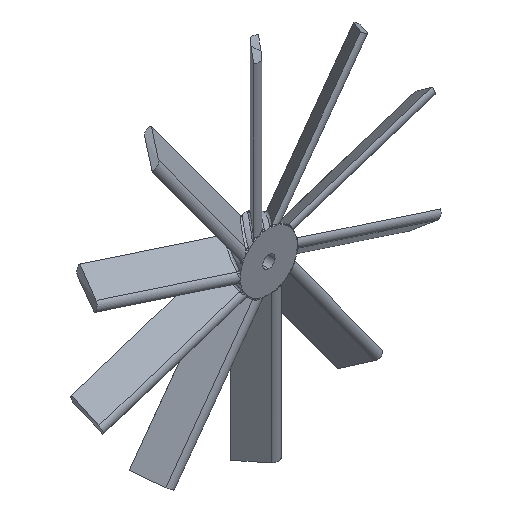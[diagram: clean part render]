
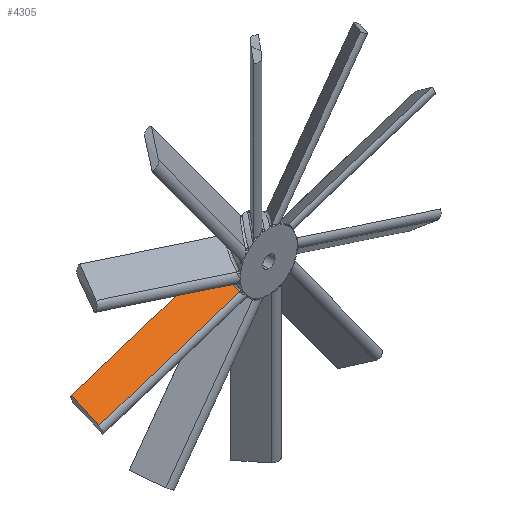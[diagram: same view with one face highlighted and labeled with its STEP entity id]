
A CAD part, isometric view. The second image highlights one B-rep face of the part: STEP entity #4305.
In plain terms, the highlighted planar face has unit normal (-0.237, -0.643, 0.729).
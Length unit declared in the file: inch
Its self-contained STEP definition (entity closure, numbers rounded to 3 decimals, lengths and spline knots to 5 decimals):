
#444 = ORIENTED_EDGE ( 'NONE', *, *, #5643, .T. ) ;
#576 = CARTESIAN_POINT ( 'NONE',  ( 1.14245, 0.1766, 0.59565 ) ) ;
#638 = DIRECTION ( 'NONE',  ( -0.951, 0., -0.309 ) ) ;
#694 = CARTESIAN_POINT ( 'NONE',  ( 1.14245, 0.1766, 0.59565 ) ) ;
#938 = CARTESIAN_POINT ( 'NONE',  ( -0.45153, 0.17664, 0.07777 ) ) ;
#987 = ORIENTED_EDGE ( 'NONE', *, *, #3709, .T. ) ;
#1162 = DIRECTION ( 'NONE',  ( 0., -0.75, -0.662 ) ) ;
#1166 = ORIENTED_EDGE ( 'NONE', *, *, #5901, .T. ) ;
#1220 = LINE ( 'NONE', #2043, #1276 ) ;
#1276 = VECTOR ( 'NONE', #5902, 39.37008 ) ;
#1420 = CARTESIAN_POINT ( 'NONE',  ( -2.67348, 0.1766, -0.64422 ) ) ;
#1494 = CARTESIAN_POINT ( 'NONE',  ( -0.45264, 0.1766, 0.07737 ) ) ;
#1612 = CARTESIAN_POINT ( 'NONE',  ( -0.41919, -0.16428, -0.21251 ) ) ;
#1654 = PLANE ( 'NONE',  #3535 ) ;
#1967 = CARTESIAN_POINT ( 'NONE',  ( -0.4532, 0.1766, 0.07719 ) ) ;
#2043 = CARTESIAN_POINT ( 'NONE',  ( 1.23084, -0.16428, 0.32361 ) ) ;
#2262 = EDGE_LOOP ( 'NONE', ( #987, #6648, #4264, #444, #1166 ) ) ;
#2523 = CARTESIAN_POINT ( 'NONE',  ( -2.59207, -0.16428, -0.91852 ) ) ;
#2636 = CARTESIAN_POINT ( 'NONE',  ( -0.41919, -0.16428, -0.21251 ) ) ;
#3168 = CARTESIAN_POINT ( 'NONE',  ( -0.47221, 0.07253, -0.02081 ) ) ;
#3351 = CARTESIAN_POINT ( 'NONE',  ( -0.45153, 0.17664, 0.07777 ) ) ;
#3370 = VERTEX_POINT ( 'NONE', #3441 ) ;
#3433 = FACE_OUTER_BOUND ( 'NONE', #2262, .T. ) ;
#3441 = CARTESIAN_POINT ( 'NONE',  ( -2.67348, 0.1766, -0.64422 ) ) ;
#3521 = VERTEX_POINT ( 'NONE', #1967 ) ;
#3535 = AXIS2_PLACEMENT_3D ( 'NONE', #576, #4430, #1162 ) ;
#3709 = EDGE_CURVE ( 'NONE', #3521, #3370, #4224, .T. ) ;
#4030 = VERTEX_POINT ( 'NONE', #6716 ) ;
#4218 = CARTESIAN_POINT ( 'NONE',  ( -0.45208, 0.17662, 0.07757 ) ) ;
#4224 = LINE ( 'NONE', #694, #4237 ) ;
#4237 = VECTOR ( 'NONE', #638, 39.37008 ) ;
#4264 = ORIENTED_EDGE ( 'NONE', *, *, #5922, .F. ) ;
#4305 = ADVANCED_FACE ( 'NONE', ( #3433 ), #1654, .T. ) ;
#4326 = VERTEX_POINT ( 'NONE', #3351 ) ;
#4430 = DIRECTION ( 'NONE',  ( -0.237, -0.643, 0.729 ) ) ;
#4704 = CARTESIAN_POINT ( 'NONE',  ( -2.65111, 0.06318, -0.73703 ) ) ;
#5028 = EDGE_CURVE ( 'NONE', #3370, #4030, #6316, .T. ) ;
#5340 = CARTESIAN_POINT ( 'NONE',  ( -0.4532, 0.1766, 0.07719 ) ) ;
#5643 = EDGE_CURVE ( 'NONE', #5745, #4326, #5907, .T. ) ;
#5745 = VERTEX_POINT ( 'NONE', #1612 ) ;
#5820 = CARTESIAN_POINT ( 'NONE',  ( -2.62395, -0.05055, -0.82854 ) ) ;
#5901 = EDGE_CURVE ( 'NONE', #4326, #3521, #6618, .T. ) ;
#5902 = DIRECTION ( 'NONE',  ( -0.951, 0., -0.309 ) ) ;
#5907 =( BOUNDED_CURVE ( )  B_SPLINE_CURVE ( 3, ( #2636, #5939, #3168, #7038 ),
 .UNSPECIFIED., .F., .T. ) 
 B_SPLINE_CURVE_WITH_KNOTS ( ( 4, 4 ),
 ( 1.45625, 2.09178 ),
 .UNSPECIFIED. ) 
 CURVE ( )  GEOMETRIC_REPRESENTATION_ITEM ( )  RATIONAL_B_SPLINE_CURVE ( ( 1., 0.967, 0.967, 1. ) ) 
 REPRESENTATION_ITEM ( '' )  );
#5922 = EDGE_CURVE ( 'NONE', #5745, #4030, #1220, .T. ) ;
#5939 = CARTESIAN_POINT ( 'NONE',  ( -0.46106, -0.04503, -0.12091 ) ) ;
#6316 =( BOUNDED_CURVE ( )  B_SPLINE_CURVE ( 3, ( #1420, #4704, #5820, #2523 ),
 .UNSPECIFIED., .F., .T. ) 
 B_SPLINE_CURVE_WITH_KNOTS ( ( 4, 4 ),
 ( 1.4931, 1.59719 ),
 .UNSPECIFIED. ) 
 CURVE ( )  GEOMETRIC_REPRESENTATION_ITEM ( )  RATIONAL_B_SPLINE_CURVE ( ( 1., 0.999, 0.999, 1. ) ) 
 REPRESENTATION_ITEM ( '' )  );
#6618 = B_SPLINE_CURVE_WITH_KNOTS ( 'NONE', 3,
 ( #938, #4218, #1494, #5340 ),
 .UNSPECIFIED., .F., .F.,
 ( 4, 4 ),
 ( 0., 0.00005 ),
 .UNSPECIFIED. ) ;
#6648 = ORIENTED_EDGE ( 'NONE', *, *, #5028, .T. ) ;
#6716 = CARTESIAN_POINT ( 'NONE',  ( -2.59207, -0.16428, -0.91852 ) ) ;
#7038 = CARTESIAN_POINT ( 'NONE',  ( -0.45153, 0.17664, 0.07777 ) ) ;
